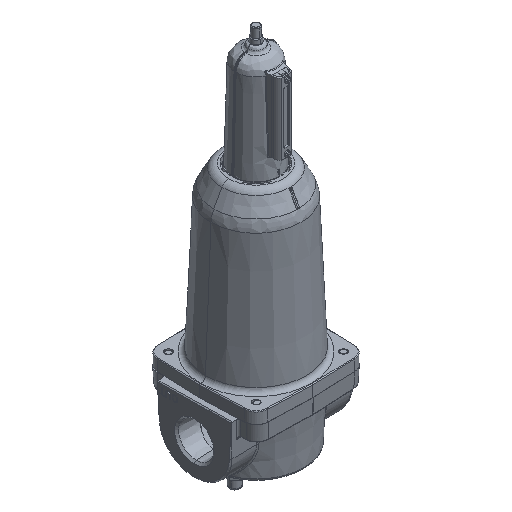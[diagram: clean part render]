
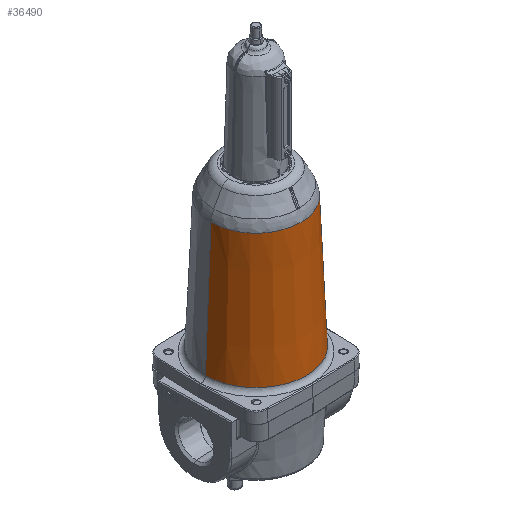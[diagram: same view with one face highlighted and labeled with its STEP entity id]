
A CAD part, isometric view. The second image highlights one B-rep face of the part: STEP entity #36490.
In plain terms, the highlighted conical face has half-angle 2.45 degrees and reference radius 57.292 mm.
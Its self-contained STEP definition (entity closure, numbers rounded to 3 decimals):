
#1890 = DIRECTION ( 'NONE',  ( 0., 1., 0. ) ) ;
#2614 = CARTESIAN_POINT ( 'NONE',  ( 0., -76.685, -57.589 ) ) ;
#3012 = DIRECTION ( 'NONE',  ( 0., 0.999, 0.043 ) ) ;
#5471 = VERTEX_POINT ( 'NONE', #47299 ) ;
#5824 = DIRECTION ( 'NONE',  ( 0., -1., 0. ) ) ;
#7214 = AXIS2_PLACEMENT_3D ( 'NONE', #32380, #36062, #11147 ) ;
#8366 = CIRCLE ( 'NONE', #16383, 64.697 ) ;
#10047 = DIRECTION ( 'NONE',  ( 0., 0., -1. ) ) ;
#11147 = DIRECTION ( 'NONE',  ( 0., 0., -1. ) ) ;
#11342 = ORIENTED_EDGE ( 'NONE', *, *, #50896, .T. ) ;
#11977 = ORIENTED_EDGE ( 'NONE', *, *, #15628, .F. ) ;
#14392 = VERTEX_POINT ( 'NONE', #43098 ) ;
#15628 = EDGE_CURVE ( 'NONE', #14392, #5471, #45815, .T. ) ;
#16383 = AXIS2_PLACEMENT_3D ( 'NONE', #31632, #5824, #10047 ) ;
#18145 = EDGE_LOOP ( 'NONE', ( #22759, #50594, #11342, #11977 ) ) ;
#20967 = CONICAL_SURFACE ( 'NONE', #28914, 57.292, 0.043 ) ;
#21568 = VERTEX_POINT ( 'NONE', #33025 ) ;
#22759 = ORIENTED_EDGE ( 'NONE', *, *, #26529, .T. ) ;
#26529 = EDGE_CURVE ( 'NONE', #14392, #44811, #45860, .T. ) ;
#27440 = CARTESIAN_POINT ( 'NONE',  ( 0., -83.622, -57.292 ) ) ;
#28914 = AXIS2_PLACEMENT_3D ( 'NONE', #48284, #1890, #48466 ) ;
#31632 = CARTESIAN_POINT ( 'NONE',  ( 0., 89.434, 0. ) ) ;
#32380 = CARTESIAN_POINT ( 'NONE',  ( 0., -76.685, 0. ) ) ;
#33025 = CARTESIAN_POINT ( 'NONE',  ( 0., 89.434, -64.697 ) ) ;
#35745 = DIRECTION ( 'NONE',  ( 0., 0.999, -0.043 ) ) ;
#36062 = DIRECTION ( 'NONE',  ( 0., 1., 0. ) ) ;
#36490 = ADVANCED_FACE ( 'NONE', ( #52543 ), #20967, .T. ) ;
#41897 = VECTOR ( 'NONE', #3012, 1000. ) ;
#43098 = CARTESIAN_POINT ( 'NONE',  ( 0., -76.685, 57.589 ) ) ;
#44045 = EDGE_CURVE ( 'NONE', #44811, #21568, #46886, .T. ) ;
#44798 = CARTESIAN_POINT ( 'NONE',  ( 0., -83.622, 57.292 ) ) ;
#44811 = VERTEX_POINT ( 'NONE', #2614 ) ;
#45815 = LINE ( 'NONE', #44798, #41897 ) ;
#45860 = CIRCLE ( 'NONE', #7214, 57.589 ) ;
#46886 = LINE ( 'NONE', #27440, #49529 ) ;
#47299 = CARTESIAN_POINT ( 'NONE',  ( 0., 89.434, 64.697 ) ) ;
#48284 = CARTESIAN_POINT ( 'NONE',  ( 0., -83.622, 0. ) ) ;
#48466 = DIRECTION ( 'NONE',  ( 0., 0., 1. ) ) ;
#49529 = VECTOR ( 'NONE', #35745, 1000. ) ;
#50594 = ORIENTED_EDGE ( 'NONE', *, *, #44045, .T. ) ;
#50896 = EDGE_CURVE ( 'NONE', #21568, #5471, #8366, .T. ) ;
#52543 = FACE_OUTER_BOUND ( 'NONE', #18145, .T. ) ;
